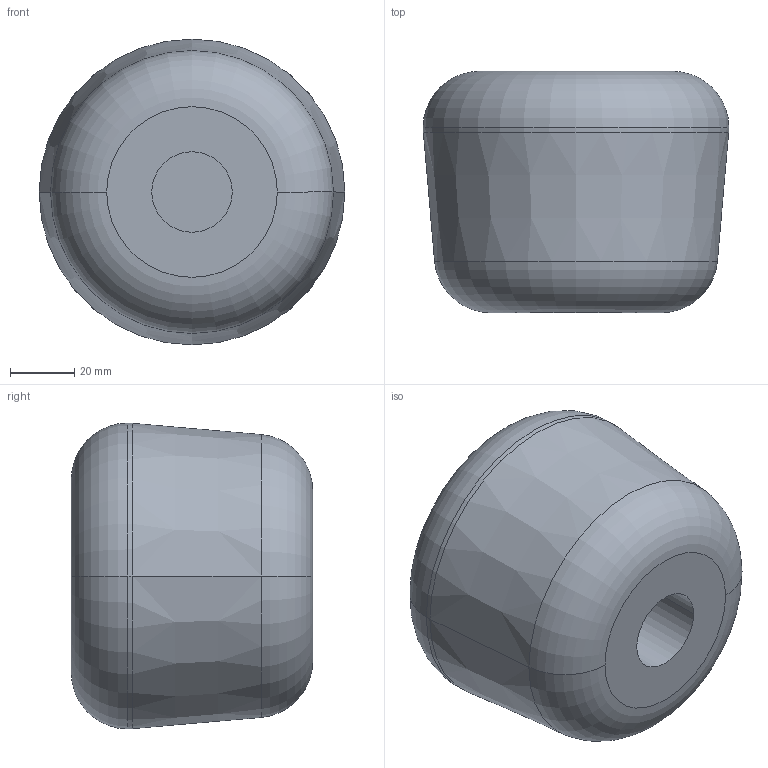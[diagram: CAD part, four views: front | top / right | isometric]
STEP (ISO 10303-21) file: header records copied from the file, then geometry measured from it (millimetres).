
FILE_DESCRIPTION(('produced by SPATIAL CORP'),'2;1');
FILE_NAME( 'knob.prt.hh.sat.stp', '2002-04-19T14:12:52+00:00',('SPATIAL CORP'),('SPATIAL CORP'), 'ACIS STEP Husk','http://www.spatial.com','SPATIAL CORP');
FILE_SCHEMA(('CONFIG_CONTROL_DESIGN'));
Length unit declared in the file: millimetre
Products named in the file (1): PRODUCT_ID_1
Bounding box: 95 x 75 x 95 mm (x, y, z)
Volume: 442667.8 mm3; surface area: 32948.7 mm2
Topology: 1 solids, 1 shells, 13 faces, 24 edges, 14 vertices
Faces by surface type: torus 6, plane 3, cylinder 2, cone 2
Entity records: 395 total; most frequent: DIRECTION 62, ORIENTED_EDGE 48, CARTESIAN_POINT 47, AXIS2_PLACEMENT_3D 29, EDGE_CURVE 24, CIRCLE 18, VERTEX_POINT 14, EDGE_LOOP 14
